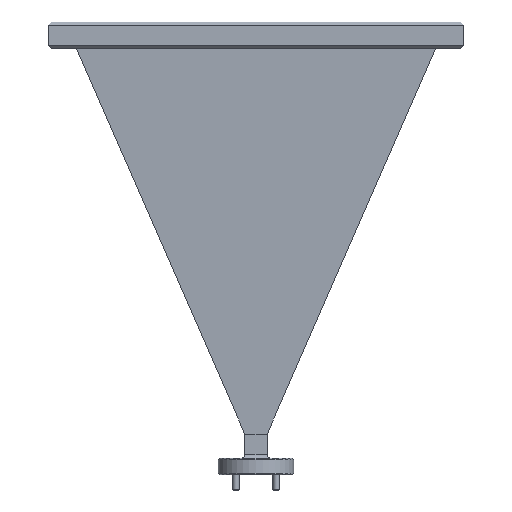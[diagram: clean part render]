
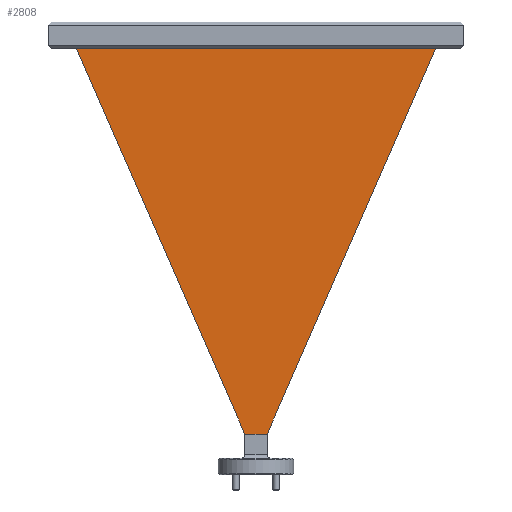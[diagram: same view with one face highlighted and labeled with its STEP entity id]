
A CAD part, front view. The second image highlights one B-rep face of the part: STEP entity #2808.
In plain terms, the highlighted planar face has unit normal (0, -1, -0.03).
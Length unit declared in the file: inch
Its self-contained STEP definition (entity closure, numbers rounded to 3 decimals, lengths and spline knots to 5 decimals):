
#17 = VERTEX_POINT ( 'NONE', #2889 ) ;
#53 = DIRECTION ( 'NONE',  ( 0., 0.03, -1. ) ) ;
#71 = EDGE_LOOP ( 'NONE', ( #2494, #375, #1425, #915 ) ) ;
#194 = CARTESIAN_POINT ( 'NONE',  ( 0., -0.09, 0.4 ) ) ;
#282 = CARTESIAN_POINT ( 'NONE',  ( -0.11, -0.09, 0.4 ) ) ;
#366 = DIRECTION ( 'NONE',  ( -1., 0., 0. ) ) ;
#375 = ORIENTED_EDGE ( 'NONE', *, *, #1000, .T. ) ;
#429 = VECTOR ( 'NONE', #366, 39.37008 ) ;
#505 = DIRECTION ( 'NONE',  ( -0.4, 0.028, -0.916 ) ) ;
#589 = VECTOR ( 'NONE', #1300, 39.37008 ) ;
#808 = VERTEX_POINT ( 'NONE', #987 ) ;
#812 = EDGE_CURVE ( 'NONE', #808, #2177, #2346, .T. ) ;
#822 = DIRECTION ( 'NONE',  ( 0.4, 0.028, -0.916 ) ) ;
#915 = ORIENTED_EDGE ( 'NONE', *, *, #1991, .T. ) ;
#922 = LINE ( 'NONE', #194, #589 ) ;
#987 = CARTESIAN_POINT ( 'NONE',  ( -1.77321, -0.20604, 4.20701 ) ) ;
#1000 = EDGE_CURVE ( 'NONE', #17, #808, #2126, .T. ) ;
#1136 = VERTEX_POINT ( 'NONE', #2692 ) ;
#1169 = VECTOR ( 'NONE', #822, 39.37008 ) ;
#1192 = LINE ( 'NONE', #2098, #2594 ) ;
#1300 = DIRECTION ( 'NONE',  ( 1., 0., 0. ) ) ;
#1425 = ORIENTED_EDGE ( 'NONE', *, *, #812, .T. ) ;
#1450 = CARTESIAN_POINT ( 'NONE',  ( 0., -0.20604, 4.20701 ) ) ;
#1864 = PLANE ( 'NONE',  #2233 ) ;
#1991 = EDGE_CURVE ( 'NONE', #2177, #1136, #922, .T. ) ;
#2098 = CARTESIAN_POINT ( 'NONE',  ( 1.83, -0.21, 4.33701 ) ) ;
#2126 = LINE ( 'NONE', #1450, #429 ) ;
#2177 = VERTEX_POINT ( 'NONE', #282 ) ;
#2233 = AXIS2_PLACEMENT_3D ( 'NONE', #2772, #2551, #53 ) ;
#2346 = LINE ( 'NONE', #2848, #1169 ) ;
#2356 = FACE_OUTER_BOUND ( 'NONE', #71, .T. ) ;
#2494 = ORIENTED_EDGE ( 'NONE', *, *, #2761, .F. ) ;
#2551 = DIRECTION ( 'NONE',  ( 0., -1., -0.03 ) ) ;
#2594 = VECTOR ( 'NONE', #505, 39.37008 ) ;
#2692 = CARTESIAN_POINT ( 'NONE',  ( 0.11, -0.09, 0.4 ) ) ;
#2761 = EDGE_CURVE ( 'NONE', #17, #1136, #1192, .T. ) ;
#2772 = CARTESIAN_POINT ( 'NONE',  ( 0., -0.07774, -0.00237 ) ) ;
#2808 = ADVANCED_FACE ( 'NONE', ( #2356 ), #1864, .T. ) ;
#2848 = CARTESIAN_POINT ( 'NONE',  ( -1.83, -0.21, 4.33701 ) ) ;
#2889 = CARTESIAN_POINT ( 'NONE',  ( 1.77321, -0.20604, 4.20701 ) ) ;
